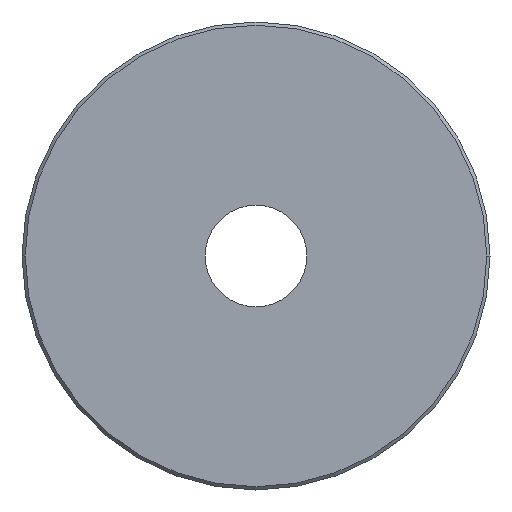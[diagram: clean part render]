
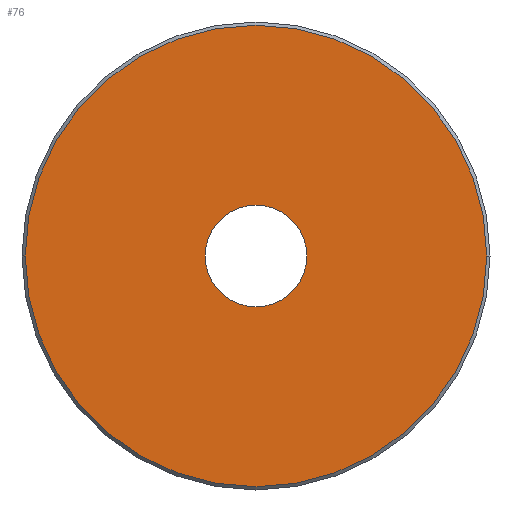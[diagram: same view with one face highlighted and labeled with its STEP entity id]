
A CAD part, front view. The second image highlights one B-rep face of the part: STEP entity #76.
In plain terms, the highlighted planar face has unit normal (0, -1, 0).
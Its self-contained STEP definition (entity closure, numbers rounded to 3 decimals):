
#1=CARTESIAN_POINT('POINT1',(0.688,-1.,0.));
#2=VERTEX_POINT('VERTEX1',#1);
#11=CARTESIAN_POINT('POINT3',(1.313,-1.,
   0.));
#12=VERTEX_POINT('VERTEX3',#11);
#13=CARTESIAN_POINT('POS2',(1.,-1.,0.));
#14=DIRECTION('DIR2',(0.,-1.,0.));
#15=DIRECTION('DIR3',(-1.,0.,0.));
#16=AXIS2_PLACEMENT_3D('AXIS1',#13,#14,#15);
#17=CIRCLE('ELLIPSE1',#16,0.313);
#18=EDGE_CURVE('EDGE2',#2,#12,#17,.T.);
#47=EDGE_CURVE('EDGE6',#12,#2,#17,.T.);
#52=CARTESIAN_POINT('POINT5',(2.418,-1.,
   0.));
#53=VERTEX_POINT('VERTEX5',#52);
#54=CARTESIAN_POINT('POINT6',(-0.418,-1.,
   0.));
#55=VERTEX_POINT('VERTEX6',#54);
#56=CARTESIAN_POINT('POS6',(1.,-1.,0.));
#57=DIRECTION('DIR9',(0.,-1.,0.));
#58=DIRECTION('DIR10',(-1.,0.,0.));
#59=AXIS2_PLACEMENT_3D('AXIS4',#56,#57,#58);
#60=CIRCLE('ELLIPSE3',#59,1.418);
#61=EDGE_CURVE('EDGE7',#53,#55,#60,.T.);
#62=ORIENTED_EDGE('COEDGE9',*,*,#61,.T.);
#63=EDGE_CURVE('EDGE8',#55,#53,#60,.T.);
#64=ORIENTED_EDGE('COEDGE10',*,*,#63,.T.);
#65=EDGE_LOOP('NONE',(#62,#64));
#66=FACE_BOUND('LOOP1',#65,.T.);
#67=ORIENTED_EDGE('COEDGE11',*,*,#18,.F.);
#68=ORIENTED_EDGE('COEDGE12',*,*,#47,.F.);
#69=EDGE_LOOP('NONE',(#67,#68));
#70=FACE_BOUND('LOOP1',#69,.T.);
#71=CARTESIAN_POINT('POS7',(1.,-1.,0.));
#72=DIRECTION('DIR11',(0.,-1.,0.));
#73=DIRECTION('DIR12',(1.,0.,0.));
#74=AXIS2_PLACEMENT_3D('AXIS5',#71,#72,#73);
#75=PLANE('PLANE1',#74);
#76=ADVANCED_FACE('FACE3',(#66,#70),#75,.T.);
